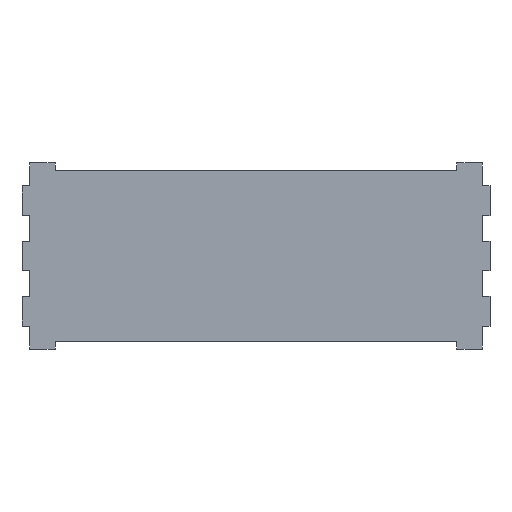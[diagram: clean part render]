
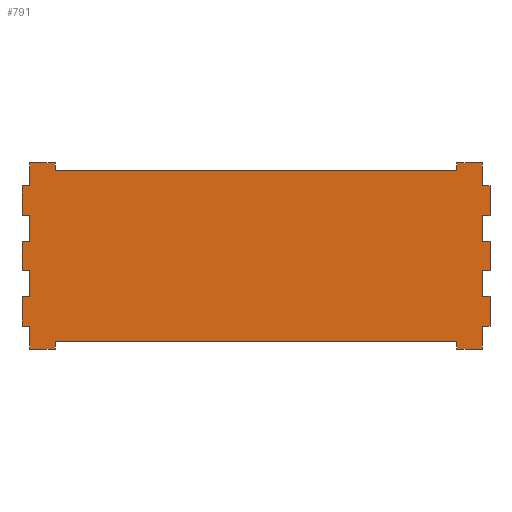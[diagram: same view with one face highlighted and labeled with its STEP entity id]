
A CAD part, top view. The second image highlights one B-rep face of the part: STEP entity #791.
In plain terms, the highlighted planar face has unit normal (0, 0, 1).
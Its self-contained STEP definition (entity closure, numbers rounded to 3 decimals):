
#17=FACE_OUTER_BOUND('',#61,.T.);
#61=EDGE_LOOP('',(#525,#526,#527,#528,#529,#530,#531,#532,#533,#534,#535,
#536,#537,#538,#539,#540,#541,#542,#543,#544,#545,#546,#547,#548,#549,#550,
#551,#552,#553,#554,#555,#556,#557,#558,#559,#560));
#106=LINE('',#1104,#220);
#107=LINE('',#1107,#221);
#110=LINE('',#1113,#224);
#111=LINE('',#1115,#225);
#112=LINE('',#1117,#226);
#113=LINE('',#1119,#227);
#114=LINE('',#1121,#228);
#115=LINE('',#1123,#229);
#116=LINE('',#1125,#230);
#117=LINE('',#1127,#231);
#118=LINE('',#1129,#232);
#119=LINE('',#1131,#233);
#120=LINE('',#1133,#234);
#121=LINE('',#1135,#235);
#122=LINE('',#1137,#236);
#123=LINE('',#1139,#237);
#124=LINE('',#1141,#238);
#125=LINE('',#1143,#239);
#126=LINE('',#1145,#240);
#127=LINE('',#1147,#241);
#128=LINE('',#1149,#242);
#129=LINE('',#1151,#243);
#130=LINE('',#1153,#244);
#131=LINE('',#1155,#245);
#132=LINE('',#1157,#246);
#133=LINE('',#1159,#247);
#134=LINE('',#1161,#248);
#135=LINE('',#1163,#249);
#136=LINE('',#1165,#250);
#137=LINE('',#1167,#251);
#138=LINE('',#1169,#252);
#139=LINE('',#1171,#253);
#140=LINE('',#1173,#254);
#141=LINE('',#1175,#255);
#142=LINE('',#1177,#256);
#143=LINE('',#1178,#257);
#220=VECTOR('',#898,10.);
#221=VECTOR('',#901,10.);
#224=VECTOR('',#906,10.);
#225=VECTOR('',#907,10.);
#226=VECTOR('',#908,10.);
#227=VECTOR('',#909,10.);
#228=VECTOR('',#910,10.);
#229=VECTOR('',#911,10.);
#230=VECTOR('',#912,10.);
#231=VECTOR('',#913,10.);
#232=VECTOR('',#914,10.);
#233=VECTOR('',#915,10.);
#234=VECTOR('',#916,10.);
#235=VECTOR('',#917,10.);
#236=VECTOR('',#918,10.);
#237=VECTOR('',#919,10.);
#238=VECTOR('',#920,10.);
#239=VECTOR('',#921,10.);
#240=VECTOR('',#922,10.);
#241=VECTOR('',#923,10.);
#242=VECTOR('',#924,10.);
#243=VECTOR('',#925,10.);
#244=VECTOR('',#926,10.);
#245=VECTOR('',#927,10.);
#246=VECTOR('',#928,10.);
#247=VECTOR('',#929,10.);
#248=VECTOR('',#930,10.);
#249=VECTOR('',#931,10.);
#250=VECTOR('',#932,10.);
#251=VECTOR('',#933,10.);
#252=VECTOR('',#934,10.);
#253=VECTOR('',#935,10.);
#254=VECTOR('',#936,10.);
#255=VECTOR('',#937,10.);
#256=VECTOR('',#938,10.);
#257=VECTOR('',#939,10.);
#332=VERTEX_POINT('',#1098);
#334=VERTEX_POINT('',#1102);
#335=VERTEX_POINT('',#1106);
#337=VERTEX_POINT('',#1112);
#338=VERTEX_POINT('',#1114);
#339=VERTEX_POINT('',#1116);
#340=VERTEX_POINT('',#1118);
#341=VERTEX_POINT('',#1120);
#342=VERTEX_POINT('',#1122);
#343=VERTEX_POINT('',#1124);
#344=VERTEX_POINT('',#1126);
#345=VERTEX_POINT('',#1128);
#346=VERTEX_POINT('',#1130);
#347=VERTEX_POINT('',#1132);
#348=VERTEX_POINT('',#1134);
#349=VERTEX_POINT('',#1136);
#350=VERTEX_POINT('',#1138);
#351=VERTEX_POINT('',#1140);
#352=VERTEX_POINT('',#1142);
#353=VERTEX_POINT('',#1144);
#354=VERTEX_POINT('',#1146);
#355=VERTEX_POINT('',#1148);
#356=VERTEX_POINT('',#1150);
#357=VERTEX_POINT('',#1152);
#358=VERTEX_POINT('',#1154);
#359=VERTEX_POINT('',#1156);
#360=VERTEX_POINT('',#1158);
#361=VERTEX_POINT('',#1160);
#362=VERTEX_POINT('',#1162);
#363=VERTEX_POINT('',#1164);
#364=VERTEX_POINT('',#1166);
#365=VERTEX_POINT('',#1168);
#366=VERTEX_POINT('',#1170);
#367=VERTEX_POINT('',#1172);
#368=VERTEX_POINT('',#1174);
#369=VERTEX_POINT('',#1176);
#406=EDGE_CURVE('',#332,#334,#106,.T.);
#407=EDGE_CURVE('',#332,#335,#107,.T.);
#410=EDGE_CURVE('',#337,#334,#110,.T.);
#411=EDGE_CURVE('',#338,#337,#111,.T.);
#412=EDGE_CURVE('',#339,#338,#112,.T.);
#413=EDGE_CURVE('',#339,#340,#113,.T.);
#414=EDGE_CURVE('',#341,#340,#114,.T.);
#415=EDGE_CURVE('',#342,#341,#115,.T.);
#416=EDGE_CURVE('',#342,#343,#116,.T.);
#417=EDGE_CURVE('',#344,#343,#117,.T.);
#418=EDGE_CURVE('',#345,#344,#118,.T.);
#419=EDGE_CURVE('',#346,#345,#119,.T.);
#420=EDGE_CURVE('',#346,#347,#120,.T.);
#421=EDGE_CURVE('',#348,#347,#121,.T.);
#422=EDGE_CURVE('',#349,#348,#122,.T.);
#423=EDGE_CURVE('',#350,#349,#123,.T.);
#424=EDGE_CURVE('',#350,#351,#124,.T.);
#425=EDGE_CURVE('',#352,#351,#125,.T.);
#426=EDGE_CURVE('',#353,#352,#126,.T.);
#427=EDGE_CURVE('',#353,#354,#127,.T.);
#428=EDGE_CURVE('',#355,#354,#128,.T.);
#429=EDGE_CURVE('',#356,#355,#129,.T.);
#430=EDGE_CURVE('',#357,#356,#130,.T.);
#431=EDGE_CURVE('',#357,#358,#131,.T.);
#432=EDGE_CURVE('',#359,#358,#132,.T.);
#433=EDGE_CURVE('',#360,#359,#133,.T.);
#434=EDGE_CURVE('',#360,#361,#134,.T.);
#435=EDGE_CURVE('',#362,#361,#135,.T.);
#436=EDGE_CURVE('',#363,#362,#136,.T.);
#437=EDGE_CURVE('',#364,#363,#137,.T.);
#438=EDGE_CURVE('',#364,#365,#138,.T.);
#439=EDGE_CURVE('',#366,#365,#139,.T.);
#440=EDGE_CURVE('',#367,#366,#140,.T.);
#441=EDGE_CURVE('',#368,#367,#141,.T.);
#442=EDGE_CURVE('',#368,#369,#142,.T.);
#443=EDGE_CURVE('',#335,#369,#143,.T.);
#525=ORIENTED_EDGE('',*,*,#406,.T.);
#526=ORIENTED_EDGE('',*,*,#410,.F.);
#527=ORIENTED_EDGE('',*,*,#411,.F.);
#528=ORIENTED_EDGE('',*,*,#412,.F.);
#529=ORIENTED_EDGE('',*,*,#413,.T.);
#530=ORIENTED_EDGE('',*,*,#414,.F.);
#531=ORIENTED_EDGE('',*,*,#415,.F.);
#532=ORIENTED_EDGE('',*,*,#416,.T.);
#533=ORIENTED_EDGE('',*,*,#417,.F.);
#534=ORIENTED_EDGE('',*,*,#418,.F.);
#535=ORIENTED_EDGE('',*,*,#419,.F.);
#536=ORIENTED_EDGE('',*,*,#420,.T.);
#537=ORIENTED_EDGE('',*,*,#421,.F.);
#538=ORIENTED_EDGE('',*,*,#422,.F.);
#539=ORIENTED_EDGE('',*,*,#423,.F.);
#540=ORIENTED_EDGE('',*,*,#424,.T.);
#541=ORIENTED_EDGE('',*,*,#425,.F.);
#542=ORIENTED_EDGE('',*,*,#426,.F.);
#543=ORIENTED_EDGE('',*,*,#427,.T.);
#544=ORIENTED_EDGE('',*,*,#428,.F.);
#545=ORIENTED_EDGE('',*,*,#429,.F.);
#546=ORIENTED_EDGE('',*,*,#430,.F.);
#547=ORIENTED_EDGE('',*,*,#431,.T.);
#548=ORIENTED_EDGE('',*,*,#432,.F.);
#549=ORIENTED_EDGE('',*,*,#433,.F.);
#550=ORIENTED_EDGE('',*,*,#434,.T.);
#551=ORIENTED_EDGE('',*,*,#435,.F.);
#552=ORIENTED_EDGE('',*,*,#436,.F.);
#553=ORIENTED_EDGE('',*,*,#437,.F.);
#554=ORIENTED_EDGE('',*,*,#438,.T.);
#555=ORIENTED_EDGE('',*,*,#439,.F.);
#556=ORIENTED_EDGE('',*,*,#440,.F.);
#557=ORIENTED_EDGE('',*,*,#441,.F.);
#558=ORIENTED_EDGE('',*,*,#442,.T.);
#559=ORIENTED_EDGE('',*,*,#443,.F.);
#560=ORIENTED_EDGE('',*,*,#407,.F.);
#747=PLANE('',#849);
#791=ADVANCED_FACE('',(#17),#747,.F.);
#849=AXIS2_PLACEMENT_3D('',#1111,#904,#905);
#898=DIRECTION('',(-1.,0.,0.));
#901=DIRECTION('',(0.,-1.,0.));
#904=DIRECTION('center_axis',(0.,0.,-1.));
#905=DIRECTION('ref_axis',(-1.,0.,0.));
#906=DIRECTION('',(0.,1.,0.));
#907=DIRECTION('',(1.,0.,0.));
#908=DIRECTION('',(0.,-1.,0.));
#909=DIRECTION('',(-1.,0.,0.));
#910=DIRECTION('',(0.,1.,0.));
#911=DIRECTION('',(1.,0.,0.));
#912=DIRECTION('',(0.,-1.,0.));
#913=DIRECTION('',(-1.,0.,0.));
#914=DIRECTION('',(0.,1.,0.));
#915=DIRECTION('',(1.,0.,0.));
#916=DIRECTION('',(0.,-1.,0.));
#917=DIRECTION('',(-1.,0.,0.));
#918=DIRECTION('',(0.,1.,0.));
#919=DIRECTION('',(1.,0.,0.));
#920=DIRECTION('',(0.,-1.,0.));
#921=DIRECTION('',(-1.,0.,0.));
#922=DIRECTION('',(0.,1.,0.));
#923=DIRECTION('',(1.,0.,0.));
#924=DIRECTION('',(0.,-1.,0.));
#925=DIRECTION('',(-1.,0.,0.));
#926=DIRECTION('',(0.,1.,0.));
#927=DIRECTION('',(1.,0.,0.));
#928=DIRECTION('',(0.,-1.,0.));
#929=DIRECTION('',(-1.,0.,0.));
#930=DIRECTION('',(0.,1.,0.));
#931=DIRECTION('',(1.,0.,0.));
#932=DIRECTION('',(0.,-1.,0.));
#933=DIRECTION('',(-1.,0.,0.));
#934=DIRECTION('',(0.,1.,0.));
#935=DIRECTION('',(1.,0.,0.));
#936=DIRECTION('',(0.,-1.,0.));
#937=DIRECTION('',(-1.,0.,0.));
#938=DIRECTION('',(0.,1.,0.));
#939=DIRECTION('',(1.,0.,0.));
#1098=CARTESIAN_POINT('',(167.46,3.,9.));
#1102=CARTESIAN_POINT('',(157.46,3.,9.));
#1104=CARTESIAN_POINT('',(120.595,3.,9.));
#1106=CARTESIAN_POINT('',(167.46,-6.,9.));
#1107=CARTESIAN_POINT('',(167.46,-34.25,9.));
#1111=CARTESIAN_POINT('Origin',(78.73,-21.5,9.));
#1112=CARTESIAN_POINT('',(157.46,0.,9.));
#1113=CARTESIAN_POINT('',(157.46,-10.75,9.));
#1114=CARTESIAN_POINT('',(0.,0.,9.));
#1115=CARTESIAN_POINT('',(123.095,0.,9.));
#1116=CARTESIAN_POINT('',(0.,3.,9.));
#1117=CARTESIAN_POINT('',(0.,-10.75,9.));
#1118=CARTESIAN_POINT('',(-10.,3.,9.));
#1119=CARTESIAN_POINT('',(36.865,3.,9.));
#1120=CARTESIAN_POINT('',(-10.,-6.,9.));
#1121=CARTESIAN_POINT('',(-10.,-8.75,9.));
#1122=CARTESIAN_POINT('',(-13.,-6.,9.));
#1123=CARTESIAN_POINT('',(34.365,-6.,9.));
#1124=CARTESIAN_POINT('',(-13.,-17.667,9.));
#1125=CARTESIAN_POINT('',(-13.,-27.5,9.));
#1126=CARTESIAN_POINT('',(-10.,-17.667,9.));
#1127=CARTESIAN_POINT('',(34.365,-17.667,9.));
#1128=CARTESIAN_POINT('',(-10.,-27.667,9.));
#1129=CARTESIAN_POINT('',(-10.,-8.75,9.));
#1130=CARTESIAN_POINT('',(-13.,-27.667,9.));
#1131=CARTESIAN_POINT('',(34.365,-27.667,9.));
#1132=CARTESIAN_POINT('',(-13.,-39.333,9.));
#1133=CARTESIAN_POINT('',(-13.,-27.5,9.));
#1134=CARTESIAN_POINT('',(-10.,-39.333,9.));
#1135=CARTESIAN_POINT('',(34.365,-39.333,9.));
#1136=CARTESIAN_POINT('',(-10.,-49.333,9.));
#1137=CARTESIAN_POINT('',(-10.,-8.75,9.));
#1138=CARTESIAN_POINT('',(-13.,-49.333,9.));
#1139=CARTESIAN_POINT('',(34.365,-49.333,9.));
#1140=CARTESIAN_POINT('',(-13.,-61.,9.));
#1141=CARTESIAN_POINT('',(-13.,-27.5,9.));
#1142=CARTESIAN_POINT('',(-10.,-61.,9.));
#1143=CARTESIAN_POINT('',(34.365,-61.,9.));
#1144=CARTESIAN_POINT('',(-10.,-70.,9.));
#1145=CARTESIAN_POINT('',(-10.,-8.75,9.));
#1146=CARTESIAN_POINT('',(0.,-70.,9.));
#1147=CARTESIAN_POINT('',(36.865,-70.,9.));
#1148=CARTESIAN_POINT('',(0.,-67.,9.));
#1149=CARTESIAN_POINT('',(0.,-44.25,9.));
#1150=CARTESIAN_POINT('',(157.46,-67.,9.));
#1151=CARTESIAN_POINT('',(34.365,-67.,9.));
#1152=CARTESIAN_POINT('',(157.46,-70.,9.));
#1153=CARTESIAN_POINT('',(157.46,-44.25,9.));
#1154=CARTESIAN_POINT('',(167.46,-70.,9.));
#1155=CARTESIAN_POINT('',(120.595,-70.,9.));
#1156=CARTESIAN_POINT('',(167.46,-61.,9.));
#1157=CARTESIAN_POINT('',(167.46,-34.25,9.));
#1158=CARTESIAN_POINT('',(170.46,-61.,9.));
#1159=CARTESIAN_POINT('',(123.095,-61.,9.));
#1160=CARTESIAN_POINT('',(170.46,-49.333,9.));
#1161=CARTESIAN_POINT('',(170.46,-27.5,9.));
#1162=CARTESIAN_POINT('',(167.46,-49.333,9.));
#1163=CARTESIAN_POINT('',(123.095,-49.333,9.));
#1164=CARTESIAN_POINT('',(167.46,-39.333,9.));
#1165=CARTESIAN_POINT('',(167.46,-34.25,9.));
#1166=CARTESIAN_POINT('',(170.46,-39.333,9.));
#1167=CARTESIAN_POINT('',(123.095,-39.333,9.));
#1168=CARTESIAN_POINT('',(170.46,-27.667,9.));
#1169=CARTESIAN_POINT('',(170.46,-27.5,9.));
#1170=CARTESIAN_POINT('',(167.46,-27.667,9.));
#1171=CARTESIAN_POINT('',(123.095,-27.667,9.));
#1172=CARTESIAN_POINT('',(167.46,-17.667,9.));
#1173=CARTESIAN_POINT('',(167.46,-34.25,9.));
#1174=CARTESIAN_POINT('',(170.46,-17.667,9.));
#1175=CARTESIAN_POINT('',(123.095,-17.667,9.));
#1176=CARTESIAN_POINT('',(170.46,-6.,9.));
#1177=CARTESIAN_POINT('',(170.46,-27.5,9.));
#1178=CARTESIAN_POINT('',(123.095,-6.,9.));
